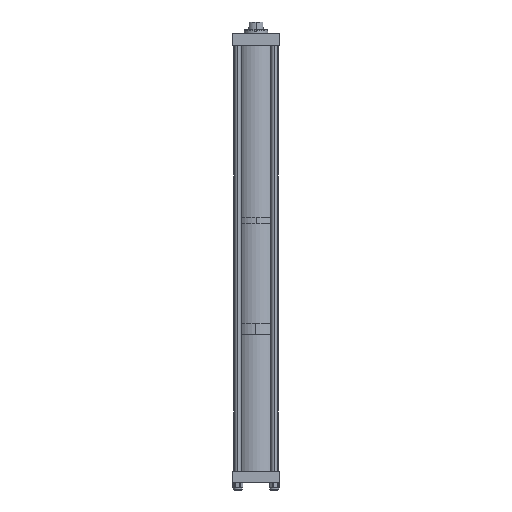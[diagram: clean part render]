
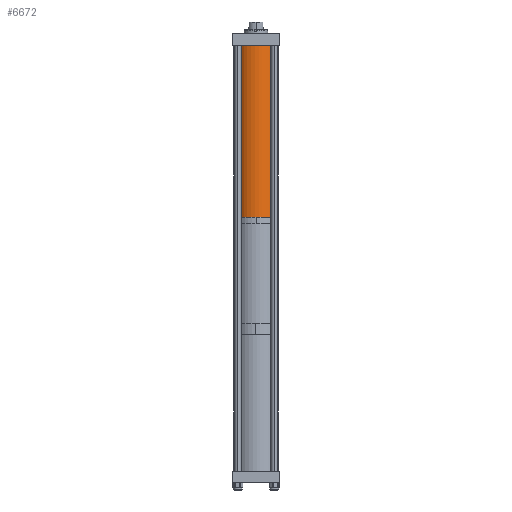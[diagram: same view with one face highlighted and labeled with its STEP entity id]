
A CAD part, left-side view. The second image highlights one B-rep face of the part: STEP entity #6672.
In plain terms, the highlighted cylindrical face has radius 88.9 mm (diameter 177.8 mm), a partial arc.
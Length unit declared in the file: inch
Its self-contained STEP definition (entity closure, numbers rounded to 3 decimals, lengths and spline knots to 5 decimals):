
#29 = LINE ( 'NONE', #6851, #8873 ) ;
#74 = CYLINDRICAL_SURFACE ( 'NONE', #8452, 3.5 ) ;
#401 = CARTESIAN_POINT ( 'NONE',  ( -3.5, 0., 26.85 ) ) ;
#744 = ORIENTED_EDGE ( 'NONE', *, *, #894, .F. ) ;
#894 = EDGE_CURVE ( 'NONE', #5429, #6823, #6422, .T. ) ;
#914 = DIRECTION ( 'NONE',  ( 1., 0., 0. ) ) ;
#1074 = DIRECTION ( 'NONE',  ( -1., 0., 0. ) ) ;
#1233 = DIRECTION ( 'NONE',  ( 1., 0., 0. ) ) ;
#1713 = DIRECTION ( 'NONE',  ( 0., 0., 1. ) ) ;
#1898 = ORIENTED_EDGE ( 'NONE', *, *, #9427, .T. ) ;
#4120 = ORIENTED_EDGE ( 'NONE', *, *, #10153, .T. ) ;
#4130 = EDGE_CURVE ( 'NONE', #6823, #9250, #6756, .T. ) ;
#4420 = DIRECTION ( 'NONE',  ( 0., 0., 1. ) ) ;
#4509 = VECTOR ( 'NONE', #8149, 39.37008 ) ;
#5429 = VERTEX_POINT ( 'NONE', #401 ) ;
#5441 = FACE_OUTER_BOUND ( 'NONE', #5747, .T. ) ;
#5747 = EDGE_LOOP ( 'NONE', ( #8660, #744, #4120, #1898 ) ) ;
#5964 = CARTESIAN_POINT ( 'NONE',  ( 3.5, 0., 26.85 ) ) ;
#6011 = CARTESIAN_POINT ( 'NONE',  ( 0., 0., 26.85 ) ) ;
#6225 = AXIS2_PLACEMENT_3D ( 'NONE', #6011, #4420, #1233 ) ;
#6375 = CARTESIAN_POINT ( 'NONE',  ( 3.5, 0., 0. ) ) ;
#6422 = CIRCLE ( 'NONE', #6225, 3.5 ) ;
#6580 = CARTESIAN_POINT ( 'NONE',  ( 0., 0., 0. ) ) ;
#6672 = ADVANCED_FACE ( 'NONE', ( #5441 ), #74, .T. ) ;
#6756 = LINE ( 'NONE', #8224, #4509 ) ;
#6823 = VERTEX_POINT ( 'NONE', #5964 ) ;
#6851 = CARTESIAN_POINT ( 'NONE',  ( -3.5, 0., 26.85 ) ) ;
#7508 = DIRECTION ( 'NONE',  ( 0., 0., -1. ) ) ;
#8149 = DIRECTION ( 'NONE',  ( 0., 0., -1. ) ) ;
#8224 = CARTESIAN_POINT ( 'NONE',  ( 3.5, 0., 26.85 ) ) ;
#8260 = VERTEX_POINT ( 'NONE', #8271 ) ;
#8271 = CARTESIAN_POINT ( 'NONE',  ( -3.5, 0., 0. ) ) ;
#8452 = AXIS2_PLACEMENT_3D ( 'NONE', #9874, #7508, #1074 ) ;
#8660 = ORIENTED_EDGE ( 'NONE', *, *, #4130, .F. ) ;
#8873 = VECTOR ( 'NONE', #10017, 39.37008 ) ;
#9024 = CIRCLE ( 'NONE', #9552, 3.5 ) ;
#9250 = VERTEX_POINT ( 'NONE', #6375 ) ;
#9427 = EDGE_CURVE ( 'NONE', #8260, #9250, #9024, .T. ) ;
#9552 = AXIS2_PLACEMENT_3D ( 'NONE', #6580, #1713, #914 ) ;
#9874 = CARTESIAN_POINT ( 'NONE',  ( 0., 0., 26.85 ) ) ;
#10017 = DIRECTION ( 'NONE',  ( 0., 0., -1. ) ) ;
#10153 = EDGE_CURVE ( 'NONE', #5429, #8260, #29, .T. ) ;
